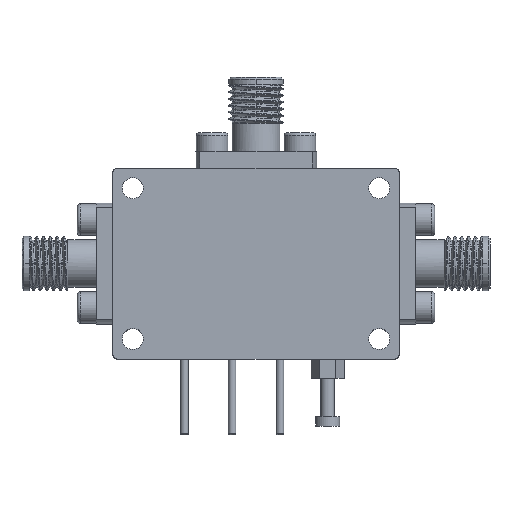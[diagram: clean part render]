
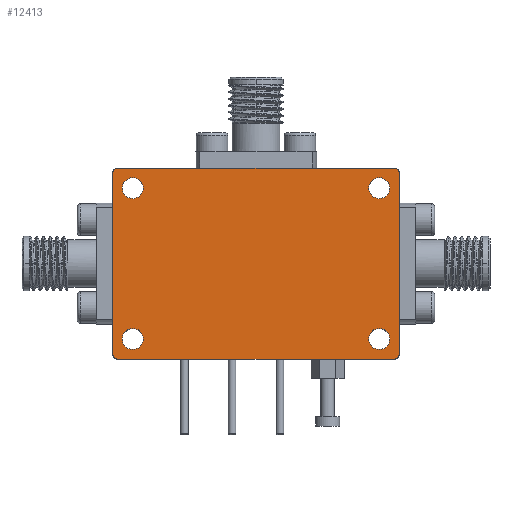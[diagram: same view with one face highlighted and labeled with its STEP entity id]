
A CAD part, top view. The second image highlights one B-rep face of the part: STEP entity #12413.
In plain terms, the highlighted planar face has unit normal (0, 0, 1).
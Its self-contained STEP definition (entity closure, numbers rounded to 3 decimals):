
#40 = LINE ( 'NONE', #17944, #13207 ) ;
#52 = CARTESIAN_POINT ( 'NONE',  ( 2195.764, 566.896, 0. ) ) ;
#184 = EDGE_LOOP ( 'NONE', ( #2451, #1345 ) ) ;
#455 = CIRCLE ( 'NONE', #18965, 1.1 ) ;
#746 = ORIENTED_EDGE ( 'NONE', *, *, #5330, .T. ) ;
#767 = CARTESIAN_POINT ( 'NONE',  ( 2169.964, 582.696, 0. ) ) ;
#843 = VERTEX_POINT ( 'NONE', #3412 ) ;
#850 = CARTESIAN_POINT ( 'NONE',  ( 2168.364, 584.296, 0. ) ) ;
#1052 = AXIS2_PLACEMENT_3D ( 'NONE', #1798, #7875, #13989 ) ;
#1345 = ORIENTED_EDGE ( 'NONE', *, *, #7377, .T. ) ;
#1365 = CIRCLE ( 'NONE', #2376, 1.1 ) ;
#1396 = CIRCLE ( 'NONE', #3248, 0.5 ) ;
#1673 = DIRECTION ( 'NONE',  ( -1., 0., 0. ) ) ;
#1689 = VERTEX_POINT ( 'NONE', #8513 ) ;
#1798 = CARTESIAN_POINT ( 'NONE',  ( 2197.364, 584.296, 0. ) ) ;
#2246 = AXIS2_PLACEMENT_3D ( 'NONE', #4555, #10547, #16766 ) ;
#2376 = AXIS2_PLACEMENT_3D ( 'NONE', #18524, #16930, #18721 ) ;
#2451 = ORIENTED_EDGE ( 'NONE', *, *, #10179, .T. ) ;
#2870 = EDGE_CURVE ( 'NONE', #5505, #17934, #40, .T. ) ;
#2981 = CIRCLE ( 'NONE', #16079, 0.5 ) ;
#3020 = AXIS2_PLACEMENT_3D ( 'NONE', #16886, #18682, #18780 ) ;
#3248 = AXIS2_PLACEMENT_3D ( 'NONE', #14813, #10277, #17719 ) ;
#3263 = EDGE_CURVE ( 'NONE', #11064, #5505, #2981, .T. ) ;
#3275 = ORIENTED_EDGE ( 'NONE', *, *, #16090, .T. ) ;
#3412 = CARTESIAN_POINT ( 'NONE',  ( 2197.864, 584.296, 0. ) ) ;
#3523 = CARTESIAN_POINT ( 'NONE',  ( 2169.964, 582.696, 0. ) ) ;
#3555 = EDGE_CURVE ( 'NONE', #4880, #14307, #455, .T. ) ;
#3572 = DIRECTION ( 'NONE',  ( 0., 0., -1. ) ) ;
#4051 = DIRECTION ( 'NONE',  ( 0., 0., -1. ) ) ;
#4115 = DIRECTION ( 'NONE',  ( 0., 0., 1. ) ) ;
#4141 = EDGE_LOOP ( 'NONE', ( #3275, #5050, #13026, #7052, #11619, #8158, #14074, #14347 ) ) ;
#4156 = DIRECTION ( 'NONE',  ( 1., 0., 0. ) ) ;
#4232 = EDGE_LOOP ( 'NONE', ( #10184, #746 ) ) ;
#4512 = CARTESIAN_POINT ( 'NONE',  ( 2168.364, 584.796, 0. ) ) ;
#4555 = CARTESIAN_POINT ( 'NONE',  ( 2195.764, 582.696, 0. ) ) ;
#4880 = VERTEX_POINT ( 'NONE', #10599 ) ;
#5050 = ORIENTED_EDGE ( 'NONE', *, *, #9911, .T. ) ;
#5125 = EDGE_CURVE ( 'NONE', #14920, #13995, #1396, .T. ) ;
#5330 = EDGE_CURVE ( 'NONE', #19627, #5934, #9972, .T. ) ;
#5357 = ORIENTED_EDGE ( 'NONE', *, *, #13967, .T. ) ;
#5472 = CARTESIAN_POINT ( 'NONE',  ( 2194.664, 582.696, 0. ) ) ;
#5505 = VERTEX_POINT ( 'NONE', #19694 ) ;
#5511 = EDGE_LOOP ( 'NONE', ( #6088, #6571 ) ) ;
#5519 = FACE_BOUND ( 'NONE', #17979, .T. ) ;
#5796 = DIRECTION ( 'NONE',  ( 1., 0., 0. ) ) ;
#5934 = VERTEX_POINT ( 'NONE', #8386 ) ;
#6088 = ORIENTED_EDGE ( 'NONE', *, *, #17754, .T. ) ;
#6114 = DIRECTION ( 'NONE',  ( 1., 0., 0. ) ) ;
#6370 = DIRECTION ( 'NONE',  ( 0., 0., -1. ) ) ;
#6396 = CARTESIAN_POINT ( 'NONE',  ( 2196.864, 566.896, 0. ) ) ;
#6571 = ORIENTED_EDGE ( 'NONE', *, *, #7838, .T. ) ;
#6815 = FACE_BOUND ( 'NONE', #5511, .T. ) ;
#6909 = PLANE ( 'NONE',  #1052 ) ;
#7052 = ORIENTED_EDGE ( 'NONE', *, *, #3263, .T. ) ;
#7106 = VECTOR ( 'NONE', #13804, 1000. ) ;
#7124 = EDGE_CURVE ( 'NONE', #17934, #10645, #9070, .T. ) ;
#7127 = DIRECTION ( 'NONE',  ( 1., 0., 0. ) ) ;
#7175 = DIRECTION ( 'NONE',  ( 1., 0., 0. ) ) ;
#7377 = EDGE_CURVE ( 'NONE', #13620, #1689, #12770, .T. ) ;
#7771 = CIRCLE ( 'NONE', #18968, 0.5 ) ;
#7838 = EDGE_CURVE ( 'NONE', #19734, #19079, #17563, .T. ) ;
#7872 = DIRECTION ( 'NONE',  ( 1., 0., 0. ) ) ;
#7875 = DIRECTION ( 'NONE',  ( 0., 0., 1. ) ) ;
#7986 = CARTESIAN_POINT ( 'NONE',  ( 2195.764, 582.696, 0. ) ) ;
#8047 = AXIS2_PLACEMENT_3D ( 'NONE', #7986, #11883, #7175 ) ;
#8158 = ORIENTED_EDGE ( 'NONE', *, *, #7124, .T. ) ;
#8262 = CIRCLE ( 'NONE', #11791, 1.1 ) ;
#8386 = CARTESIAN_POINT ( 'NONE',  ( 2171.064, 566.896, 0. ) ) ;
#8513 = CARTESIAN_POINT ( 'NONE',  ( 2196.864, 582.696, 0. ) ) ;
#8826 = DIRECTION ( 'NONE',  ( 0., 0., 1. ) ) ;
#9036 = VECTOR ( 'NONE', #7872, 1000. ) ;
#9070 = CIRCLE ( 'NONE', #3020, 0.5 ) ;
#9243 = LINE ( 'NONE', #15371, #13438 ) ;
#9343 = CARTESIAN_POINT ( 'NONE',  ( 2197.364, 584.796, 0. ) ) ;
#9593 = DIRECTION ( 'NONE',  ( 0., 0., -1. ) ) ;
#9911 = EDGE_CURVE ( 'NONE', #843, #13861, #7771, .T. ) ;
#9972 = CIRCLE ( 'NONE', #14489, 1.1 ) ;
#10142 = EDGE_CURVE ( 'NONE', #5934, #19627, #13806, .T. ) ;
#10179 = EDGE_CURVE ( 'NONE', #1689, #13620, #18597, .T. ) ;
#10184 = ORIENTED_EDGE ( 'NONE', *, *, #10142, .T. ) ;
#10277 = DIRECTION ( 'NONE',  ( 0., 0., 1. ) ) ;
#10547 = DIRECTION ( 'NONE',  ( 0., 0., -1. ) ) ;
#10599 = CARTESIAN_POINT ( 'NONE',  ( 2171.064, 582.696, 0. ) ) ;
#10645 = VERTEX_POINT ( 'NONE', #14981 ) ;
#10869 = LINE ( 'NONE', #18296, #9036 ) ;
#11064 = VERTEX_POINT ( 'NONE', #4512 ) ;
#11088 = CARTESIAN_POINT ( 'NONE',  ( 2169.964, 566.896, 0. ) ) ;
#11116 = DIRECTION ( 'NONE',  ( 1., 0., 0. ) ) ;
#11387 = EDGE_CURVE ( 'NONE', #10645, #14920, #10869, .T. ) ;
#11619 = ORIENTED_EDGE ( 'NONE', *, *, #2870, .T. ) ;
#11791 = AXIS2_PLACEMENT_3D ( 'NONE', #767, #4051, #4156 ) ;
#11883 = DIRECTION ( 'NONE',  ( 0., 0., -1. ) ) ;
#12413 = ADVANCED_FACE ( 'NONE', ( #6815, #13132, #19239, #5519, #16030 ), #6909, .T. ) ;
#12526 = DIRECTION ( 'NONE',  ( 0., 0., -1. ) ) ;
#12770 = CIRCLE ( 'NONE', #2246, 1.1 ) ;
#13026 = ORIENTED_EDGE ( 'NONE', *, *, #13752, .T. ) ;
#13132 = FACE_BOUND ( 'NONE', #184, .T. ) ;
#13207 = VECTOR ( 'NONE', #16736, 1000. ) ;
#13322 = CARTESIAN_POINT ( 'NONE',  ( 2197.364, 584.296, 0. ) ) ;
#13362 = CARTESIAN_POINT ( 'NONE',  ( 2197.864, 565.296, 0. ) ) ;
#13438 = VECTOR ( 'NONE', #1673, 1000. ) ;
#13502 = AXIS2_PLACEMENT_3D ( 'NONE', #11088, #6370, #14206 ) ;
#13620 = VERTEX_POINT ( 'NONE', #5472 ) ;
#13752 = EDGE_CURVE ( 'NONE', #13861, #11064, #9243, .T. ) ;
#13804 = DIRECTION ( 'NONE',  ( 0., 1., 0. ) ) ;
#13806 = CIRCLE ( 'NONE', #13502, 1.1 ) ;
#13861 = VERTEX_POINT ( 'NONE', #9343 ) ;
#13905 = CARTESIAN_POINT ( 'NONE',  ( 2197.864, 565.296, 0. ) ) ;
#13967 = EDGE_CURVE ( 'NONE', #14307, #4880, #8262, .T. ) ;
#13989 = DIRECTION ( 'NONE',  ( 1., 0., 0. ) ) ;
#13995 = VERTEX_POINT ( 'NONE', #13362 ) ;
#14074 = ORIENTED_EDGE ( 'NONE', *, *, #11387, .T. ) ;
#14206 = DIRECTION ( 'NONE',  ( 1., 0., 0. ) ) ;
#14283 = ORIENTED_EDGE ( 'NONE', *, *, #3555, .T. ) ;
#14307 = VERTEX_POINT ( 'NONE', #17058 ) ;
#14347 = ORIENTED_EDGE ( 'NONE', *, *, #5125, .T. ) ;
#14489 = AXIS2_PLACEMENT_3D ( 'NONE', #17279, #3572, #19385 ) ;
#14813 = CARTESIAN_POINT ( 'NONE',  ( 2197.364, 565.296, 0. ) ) ;
#14920 = VERTEX_POINT ( 'NONE', #19418 ) ;
#14981 = CARTESIAN_POINT ( 'NONE',  ( 2168.364, 564.796, 0. ) ) ;
#15371 = CARTESIAN_POINT ( 'NONE',  ( 2197.364, 584.796, 0. ) ) ;
#15786 = LINE ( 'NONE', #13905, #7106 ) ;
#16030 = FACE_OUTER_BOUND ( 'NONE', #4141, .T. ) ;
#16079 = AXIS2_PLACEMENT_3D ( 'NONE', #850, #8826, #7127 ) ;
#16090 = EDGE_CURVE ( 'NONE', #13995, #843, #15786, .T. ) ;
#16736 = DIRECTION ( 'NONE',  ( 0., -1., 0. ) ) ;
#16766 = DIRECTION ( 'NONE',  ( 1., 0., 0. ) ) ;
#16886 = CARTESIAN_POINT ( 'NONE',  ( 2168.364, 565.296, 0. ) ) ;
#16920 = AXIS2_PLACEMENT_3D ( 'NONE', #52, #12526, #6114 ) ;
#16930 = DIRECTION ( 'NONE',  ( 0., 0., -1. ) ) ;
#17058 = CARTESIAN_POINT ( 'NONE',  ( 2168.864, 582.696, 0. ) ) ;
#17279 = CARTESIAN_POINT ( 'NONE',  ( 2169.964, 566.896, 0. ) ) ;
#17563 = CIRCLE ( 'NONE', #16920, 1.1 ) ;
#17719 = DIRECTION ( 'NONE',  ( 1., 0., 0. ) ) ;
#17754 = EDGE_CURVE ( 'NONE', #19079, #19734, #1365, .T. ) ;
#17934 = VERTEX_POINT ( 'NONE', #18592 ) ;
#17944 = CARTESIAN_POINT ( 'NONE',  ( 2167.864, 584.296, 0. ) ) ;
#17979 = EDGE_LOOP ( 'NONE', ( #14283, #5357 ) ) ;
#18296 = CARTESIAN_POINT ( 'NONE',  ( 2168.364, 564.796, 0. ) ) ;
#18524 = CARTESIAN_POINT ( 'NONE',  ( 2195.764, 566.896, 0. ) ) ;
#18592 = CARTESIAN_POINT ( 'NONE',  ( 2167.864, 565.296, 0. ) ) ;
#18597 = CIRCLE ( 'NONE', #8047, 1.1 ) ;
#18622 = CARTESIAN_POINT ( 'NONE',  ( 2168.864, 566.896, 0. ) ) ;
#18682 = DIRECTION ( 'NONE',  ( 0., 0., 1. ) ) ;
#18721 = DIRECTION ( 'NONE',  ( 1., 0., 0. ) ) ;
#18780 = DIRECTION ( 'NONE',  ( 1., 0., 0. ) ) ;
#18965 = AXIS2_PLACEMENT_3D ( 'NONE', #3523, #9593, #11116 ) ;
#18968 = AXIS2_PLACEMENT_3D ( 'NONE', #13322, #4115, #5796 ) ;
#19079 = VERTEX_POINT ( 'NONE', #6396 ) ;
#19120 = CARTESIAN_POINT ( 'NONE',  ( 2194.664, 566.896, 0. ) ) ;
#19239 = FACE_BOUND ( 'NONE', #4232, .T. ) ;
#19385 = DIRECTION ( 'NONE',  ( 1., 0., 0. ) ) ;
#19418 = CARTESIAN_POINT ( 'NONE',  ( 2197.364, 564.796, 0. ) ) ;
#19627 = VERTEX_POINT ( 'NONE', #18622 ) ;
#19694 = CARTESIAN_POINT ( 'NONE',  ( 2167.864, 584.296, 0. ) ) ;
#19734 = VERTEX_POINT ( 'NONE', #19120 ) ;
